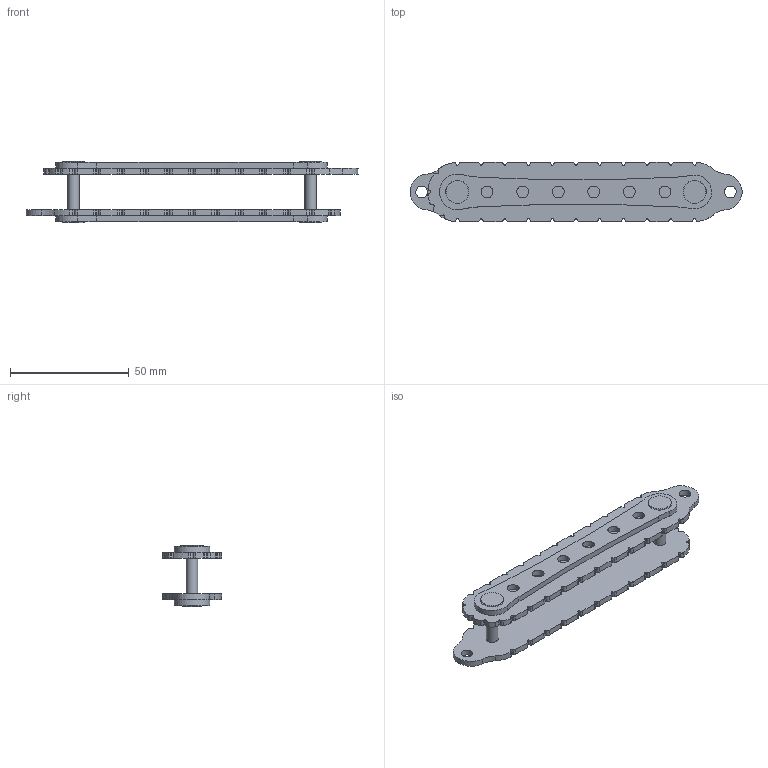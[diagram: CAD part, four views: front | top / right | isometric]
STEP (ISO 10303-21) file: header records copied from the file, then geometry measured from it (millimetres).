
FILE_DESCRIPTION(/* description */ ('STEP AP242','CAx-IF Rec.Pracs.---Representation and Presentation of Product Manufacturing Information (PMI)---4.0---2014-10-13','CAx-IF Rec.Pracs.---3D Tessellated Geometry---0.4---2014-09-14','2;1'),/* implementation_level */ '2;1');
FILE_NAME(/* name */ '657669c7017bf42f6a3f04bd',/* time_stamp */ '2023-12-11T01:45:43Z',/* author */ (''),/* organization */ (''),/* preprocessor_version */ 'ST-DEVELOPER v19.4',/* originating_system */ ' ',/* authorisation */ ' ');
FILE_SCHEMA (('AP242_MANAGED_MODEL_BASED_3D_ENGINEERING_MIM_LF { 1 0 10303 442 1 1 4 }'));
Length unit declared in the file: metre
Products named in the file (6): Full Assembly; M5 Nut; M5x25 Bolt; Base Plate; Bolt Head Plate; Not Locking Plate
Assembly tree (8 placements, depth 2):
  Full Assembly
    M5 Nut  x2
    M5x25 Bolt  x2
    Base Plate  x2
    Bolt Head Plate
    Not Locking Plate
Bounding box: 139.94 x 25 x 26 mm (x, y, z)
Volume: 21527 mm3; surface area: 21439.3 mm2
Topology: 8 solids, 8 shells, 402 faces, 1156 edges, 770 vertices
Faces by surface type: cylinder 216, plane 184, cone 2
Full cylindrical faces by diameter (mm): 4.88 x4, 5 x18, 9.75 x2
Entity records: 9123 total; most frequent: DIRECTION 1334, CARTESIAN_POINT 1281, ORIENTED_EDGE 1242, EDGE_CURVE 621, AXIS2_PLACEMENT_3D 480, VERTEX_POINT 427, LINE 374, VECTOR 374
